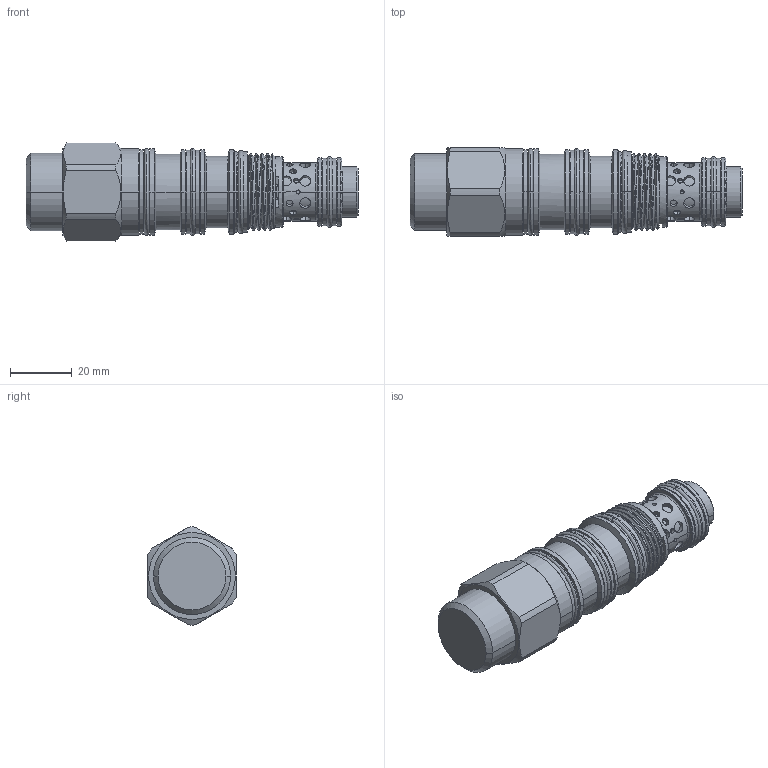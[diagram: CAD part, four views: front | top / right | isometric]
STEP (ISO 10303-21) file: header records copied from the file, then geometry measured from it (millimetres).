
FILE_DESCRIPTION (( 'STEP AP203' ), '1' );
FILE_NAME ('MW22A4N-N.STEP', '2016-06-07T03:52:25', ( '' ), ( '' ), 'SwSTEP 2.0', 'SolidWorks 2012', '' );
FILE_SCHEMA (( 'CONFIG_CONTROL_DESIGN' ));
Length unit declared in the file: millimetre
Products named in the file (1): MW22A4N-N
Bounding box: 107.7 x 28.57 x 31.79 mm (x, y, z)
Volume: 43522.1 mm3; surface area: 18966.9 mm2
Topology: 9 solids, 9 shells, 353 faces, 810 edges, 495 vertices
Faces by surface type: cylinder 201, cone 57, torus 46, plane 46, bspline 3
Entity records: 13731 total; most frequent: CARTESIAN_POINT 5842, DIRECTION 1625, ORIENTED_EDGE 1620, EDGE_CURVE 810, AXIS2_PLACEMENT_3D 688, VERTEX_POINT 495, EDGE_LOOP 407, FACE_OUTER_BOUND 353
